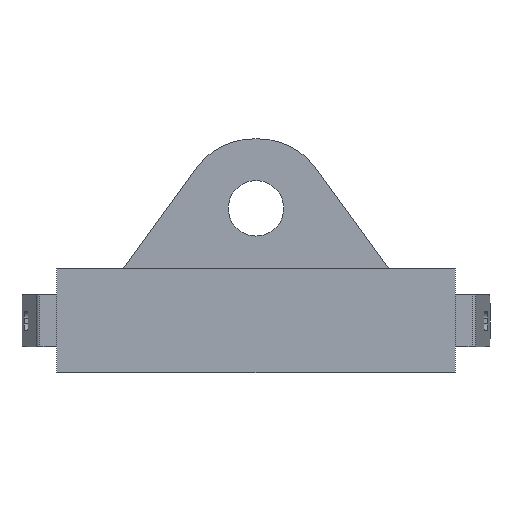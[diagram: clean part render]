
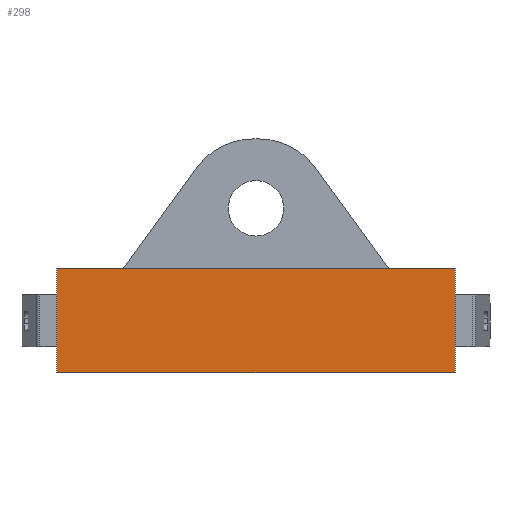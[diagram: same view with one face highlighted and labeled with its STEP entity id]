
A CAD part, front view. The second image highlights one B-rep face of the part: STEP entity #298.
In plain terms, the highlighted planar face has unit normal (0, -1, 0).
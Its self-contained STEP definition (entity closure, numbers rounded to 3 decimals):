
#14 = VECTOR ( 'NONE', #1459, 1000. ) ;
#70 = CARTESIAN_POINT ( 'NONE',  ( 0., 0., 0. ) ) ;
#102 = CARTESIAN_POINT ( 'NONE',  ( 23., 0., 0. ) ) ;
#298 = ADVANCED_FACE ( 'NONE', ( #3099 ), #2977, .F. ) ;
#355 = ORIENTED_EDGE ( 'NONE', *, *, #2760, .F. ) ;
#373 = CARTESIAN_POINT ( 'NONE',  ( 23., 0., -6. ) ) ;
#448 = VERTEX_POINT ( 'NONE', #373 ) ;
#510 = VECTOR ( 'NONE', #2126, 1000. ) ;
#558 = DIRECTION ( 'NONE',  ( -1., 0., 0. ) ) ;
#684 = VERTEX_POINT ( 'NONE', #1209 ) ;
#735 = VERTEX_POINT ( 'NONE', #2289 ) ;
#856 = EDGE_CURVE ( 'NONE', #735, #684, #3955, .T. ) ;
#871 = VERTEX_POINT ( 'NONE', #1445 ) ;
#1209 = CARTESIAN_POINT ( 'NONE',  ( 0., 0., 0. ) ) ;
#1275 = DIRECTION ( 'NONE',  ( 0., 1., 0. ) ) ;
#1445 = CARTESIAN_POINT ( 'NONE',  ( 0., 0., -6. ) ) ;
#1459 = DIRECTION ( 'NONE',  ( 0., 0., -1. ) ) ;
#1581 = LINE ( 'NONE', #70, #2101 ) ;
#1739 = EDGE_CURVE ( 'NONE', #684, #871, #1581, .T. ) ;
#1848 = EDGE_LOOP ( 'NONE', ( #3987, #355, #2023, #2426 ) ) ;
#1883 = AXIS2_PLACEMENT_3D ( 'NONE', #2702, #1275, #4074 ) ;
#1932 = VECTOR ( 'NONE', #558, 1000. ) ;
#2023 = ORIENTED_EDGE ( 'NONE', *, *, #4211, .F. ) ;
#2041 = LINE ( 'NONE', #3462, #14 ) ;
#2101 = VECTOR ( 'NONE', #3433, 1000. ) ;
#2126 = DIRECTION ( 'NONE',  ( -1., 0., 0. ) ) ;
#2289 = CARTESIAN_POINT ( 'NONE',  ( 23., 0., 0. ) ) ;
#2426 = ORIENTED_EDGE ( 'NONE', *, *, #856, .T. ) ;
#2702 = CARTESIAN_POINT ( 'NONE',  ( 23., 0., 0. ) ) ;
#2760 = EDGE_CURVE ( 'NONE', #448, #871, #4405, .T. ) ;
#2977 = PLANE ( 'NONE',  #1883 ) ;
#3099 = FACE_OUTER_BOUND ( 'NONE', #1848, .T. ) ;
#3433 = DIRECTION ( 'NONE',  ( 0., 0., -1. ) ) ;
#3462 = CARTESIAN_POINT ( 'NONE',  ( 23., 0., 0. ) ) ;
#3621 = CARTESIAN_POINT ( 'NONE',  ( 23., 0., -6. ) ) ;
#3955 = LINE ( 'NONE', #102, #510 ) ;
#3987 = ORIENTED_EDGE ( 'NONE', *, *, #1739, .T. ) ;
#4074 = DIRECTION ( 'NONE',  ( 0., 0., 1. ) ) ;
#4211 = EDGE_CURVE ( 'NONE', #735, #448, #2041, .T. ) ;
#4405 = LINE ( 'NONE', #3621, #1932 ) ;
